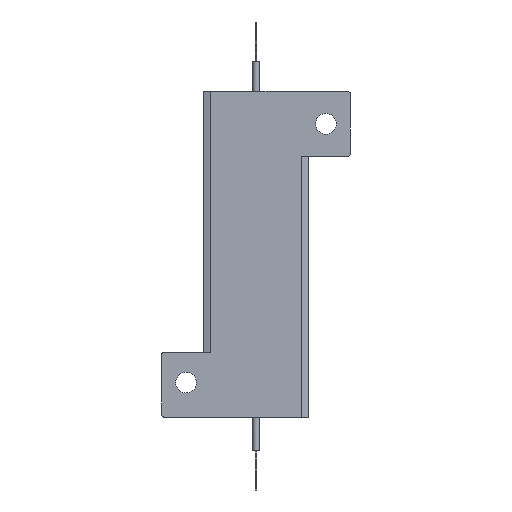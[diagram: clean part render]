
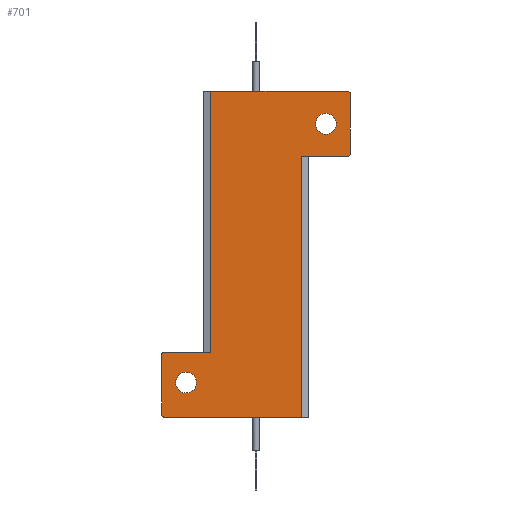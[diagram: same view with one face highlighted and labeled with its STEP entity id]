
A CAD part, front view. The second image highlights one B-rep face of the part: STEP entity #701.
In plain terms, the highlighted planar face has unit normal (0, -1, 0).
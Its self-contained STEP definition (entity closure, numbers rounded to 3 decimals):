
#8 = ORIENTED_EDGE ( 'NONE', *, *, #192, .T. ) ;
#10 = DIRECTION ( 'NONE',  ( 1., 0., 0. ) ) ;
#70 = EDGE_CURVE ( 'NONE', #2145, #1350, #3601, .T. ) ;
#77 = FACE_OUTER_BOUND ( 'NONE', #2994, .T. ) ;
#82 = VERTEX_POINT ( 'NONE', #3091 ) ;
#101 = DIRECTION ( 'NONE',  ( 1., 0., 0. ) ) ;
#192 = EDGE_CURVE ( 'NONE', #1601, #2077, #2057, .T. ) ;
#206 = CARTESIAN_POINT ( 'NONE',  ( -6.918, 0., 24.995 ) ) ;
#250 = CARTESIAN_POINT ( 'NONE',  ( -10.72, 0., -21.245 ) ) ;
#342 = DIRECTION ( 'NONE',  ( 0., 1., 0. ) ) ;
#405 = EDGE_CURVE ( 'NONE', #2140, #596, #2144, .T. ) ;
#434 = EDGE_CURVE ( 'NONE', #1357, #1356, #2814, .T. ) ;
#450 = LINE ( 'NONE', #1877, #2339 ) ;
#457 = EDGE_CURVE ( 'NONE', #525, #3289, #948, .T. ) ;
#461 = VECTOR ( 'NONE', #2860, 1000. ) ;
#525 = VERTEX_POINT ( 'NONE', #961 ) ;
#596 = VERTEX_POINT ( 'NONE', #2079 ) ;
#613 = CARTESIAN_POINT ( 'NONE',  ( -14.48, 0., -24.995 ) ) ;
#659 = CARTESIAN_POINT ( 'NONE',  ( -10.72, 0., -19.655 ) ) ;
#681 = DIRECTION ( 'NONE',  ( 0., 1., 0. ) ) ;
#701 = ADVANCED_FACE ( 'NONE', ( #2381, #2220, #77 ), #2960, .T. ) ;
#720 = DIRECTION ( 'NONE',  ( 0., 1., 0. ) ) ;
#806 = CARTESIAN_POINT ( 'NONE',  ( -14.48, 0., -24.495 ) ) ;
#830 = CARTESIAN_POINT ( 'NONE',  ( -6.918, 0., -14.995 ) ) ;
#831 = LINE ( 'NONE', #1923, #3083 ) ;
#852 = VECTOR ( 'NONE', #2412, 1000. ) ;
#899 = EDGE_CURVE ( 'NONE', #1172, #3087, #1897, .T. ) ;
#931 = CARTESIAN_POINT ( 'NONE',  ( 14.48, 0., 24.495 ) ) ;
#948 = CIRCLE ( 'NONE', #2155, 1.59 ) ;
#952 = CARTESIAN_POINT ( 'NONE',  ( 13.98, 0., 15.495 ) ) ;
#954 = AXIS2_PLACEMENT_3D ( 'NONE', #1155, #2843, #3095 ) ;
#961 = CARTESIAN_POINT ( 'NONE',  ( 10.72, 0., 18.425 ) ) ;
#967 = DIRECTION ( 'NONE',  ( 0., 1., 0. ) ) ;
#981 = VERTEX_POINT ( 'NONE', #2362 ) ;
#1013 = CARTESIAN_POINT ( 'NONE',  ( -13.98, 0., -15.495 ) ) ;
#1025 = CARTESIAN_POINT ( 'NONE',  ( -14.48, 0., -15.495 ) ) ;
#1028 = AXIS2_PLACEMENT_3D ( 'NONE', #2689, #720, #2982 ) ;
#1050 = CARTESIAN_POINT ( 'NONE',  ( 14.48, 0., -24.995 ) ) ;
#1123 = EDGE_CURVE ( 'NONE', #1357, #2140, #2864, .T. ) ;
#1134 = EDGE_CURVE ( 'NONE', #3289, #525, #2775, .T. ) ;
#1144 = ORIENTED_EDGE ( 'NONE', *, *, #2769, .T. ) ;
#1155 = CARTESIAN_POINT ( 'NONE',  ( -13.98, 0., -24.495 ) ) ;
#1163 = DIRECTION ( 'NONE',  ( 0., -1., 0. ) ) ;
#1166 = DIRECTION ( 'NONE',  ( 0., 0., 1. ) ) ;
#1172 = VERTEX_POINT ( 'NONE', #1840 ) ;
#1221 = CARTESIAN_POINT ( 'NONE',  ( -13.98, 0., -24.995 ) ) ;
#1260 = ORIENTED_EDGE ( 'NONE', *, *, #457, .T. ) ;
#1316 = VECTOR ( 'NONE', #2086, 1000. ) ;
#1335 = CARTESIAN_POINT ( 'NONE',  ( -14.48, 0., -24.995 ) ) ;
#1350 = VERTEX_POINT ( 'NONE', #3318 ) ;
#1356 = VERTEX_POINT ( 'NONE', #1025 ) ;
#1357 = VERTEX_POINT ( 'NONE', #806 ) ;
#1365 = ORIENTED_EDGE ( 'NONE', *, *, #1134, .T. ) ;
#1411 = VECTOR ( 'NONE', #2250, 1000. ) ;
#1436 = VERTEX_POINT ( 'NONE', #1850 ) ;
#1474 = VECTOR ( 'NONE', #2866, 1000. ) ;
#1477 = DIRECTION ( 'NONE',  ( 0., 0., 1. ) ) ;
#1511 = EDGE_CURVE ( 'NONE', #1436, #981, #2382, .T. ) ;
#1514 = AXIS2_PLACEMENT_3D ( 'NONE', #2608, #1997, #1697 ) ;
#1550 = CARTESIAN_POINT ( 'NONE',  ( -10.72, 0., -19.655 ) ) ;
#1590 = LINE ( 'NONE', #1849, #461 ) ;
#1601 = VERTEX_POINT ( 'NONE', #3595 ) ;
#1629 = CARTESIAN_POINT ( 'NONE',  ( 13.98, 0., 24.495 ) ) ;
#1655 = LINE ( 'NONE', #1050, #1474 ) ;
#1697 = DIRECTION ( 'NONE',  ( 1., 0., 0. ) ) ;
#1700 = LINE ( 'NONE', #2869, #852 ) ;
#1711 = EDGE_CURVE ( 'NONE', #981, #2145, #1655, .T. ) ;
#1731 = ORIENTED_EDGE ( 'NONE', *, *, #3181, .T. ) ;
#1775 = AXIS2_PLACEMENT_3D ( 'NONE', #1013, #2934, #2013 ) ;
#1798 = CIRCLE ( 'NONE', #1775, 0.5 ) ;
#1837 = ORIENTED_EDGE ( 'NONE', *, *, #2428, .T. ) ;
#1840 = CARTESIAN_POINT ( 'NONE',  ( -10.72, 0., -18.065 ) ) ;
#1848 = ORIENTED_EDGE ( 'NONE', *, *, #434, .F. ) ;
#1849 = CARTESIAN_POINT ( 'NONE',  ( -14.48, 0., 24.995 ) ) ;
#1850 = CARTESIAN_POINT ( 'NONE',  ( 13.98, 0., 14.995 ) ) ;
#1877 = CARTESIAN_POINT ( 'NONE',  ( -6.918, 0., -14.995 ) ) ;
#1897 = CIRCLE ( 'NONE', #3436, 1.59 ) ;
#1923 = CARTESIAN_POINT ( 'NONE',  ( 6.918, 0., -24.995 ) ) ;
#1982 = AXIS2_PLACEMENT_3D ( 'NONE', #952, #1163, #10 ) ;
#1996 = ORIENTED_EDGE ( 'NONE', *, *, #3405, .T. ) ;
#1997 = DIRECTION ( 'NONE',  ( 0., -1., 0. ) ) ;
#2013 = DIRECTION ( 'NONE',  ( 1., 0., 0. ) ) ;
#2022 = CIRCLE ( 'NONE', #2119, 1.59 ) ;
#2057 = LINE ( 'NONE', #206, #1411 ) ;
#2077 = VERTEX_POINT ( 'NONE', #830 ) ;
#2079 = CARTESIAN_POINT ( 'NONE',  ( 6.918, 0., -24.995 ) ) ;
#2085 = DIRECTION ( 'NONE',  ( -1., 0., 0. ) ) ;
#2086 = DIRECTION ( 'NONE',  ( 1., 0., 0. ) ) ;
#2119 = AXIS2_PLACEMENT_3D ( 'NONE', #659, #342, #3113 ) ;
#2126 = AXIS2_PLACEMENT_3D ( 'NONE', #1629, #2248, #101 ) ;
#2140 = VERTEX_POINT ( 'NONE', #1221 ) ;
#2144 = LINE ( 'NONE', #613, #1316 ) ;
#2145 = VERTEX_POINT ( 'NONE', #931 ) ;
#2155 = AXIS2_PLACEMENT_3D ( 'NONE', #2355, #967, #2660 ) ;
#2182 = ORIENTED_EDGE ( 'NONE', *, *, #1711, .T. ) ;
#2211 = EDGE_LOOP ( 'NONE', ( #1365, #1260 ) ) ;
#2220 = FACE_BOUND ( 'NONE', #3464, .T. ) ;
#2248 = DIRECTION ( 'NONE',  ( 0., -1., 0. ) ) ;
#2250 = DIRECTION ( 'NONE',  ( 0., 0., -1. ) ) ;
#2312 = ORIENTED_EDGE ( 'NONE', *, *, #1123, .T. ) ;
#2339 = VECTOR ( 'NONE', #2085, 1000. ) ;
#2355 = CARTESIAN_POINT ( 'NONE',  ( 10.72, 0., 20.015 ) ) ;
#2362 = CARTESIAN_POINT ( 'NONE',  ( 14.48, 0., 15.495 ) ) ;
#2381 = FACE_BOUND ( 'NONE', #2211, .T. ) ;
#2382 = CIRCLE ( 'NONE', #1982, 0.5 ) ;
#2411 = ORIENTED_EDGE ( 'NONE', *, *, #405, .T. ) ;
#2412 = DIRECTION ( 'NONE',  ( 1., 0., 0. ) ) ;
#2428 = EDGE_CURVE ( 'NONE', #82, #1436, #1700, .T. ) ;
#2456 = ORIENTED_EDGE ( 'NONE', *, *, #70, .T. ) ;
#2608 = CARTESIAN_POINT ( 'NONE',  ( -14.48, 0., -24.995 ) ) ;
#2624 = VECTOR ( 'NONE', #1166, 1000. ) ;
#2660 = DIRECTION ( 'NONE',  ( 0., 0., 1. ) ) ;
#2689 = CARTESIAN_POINT ( 'NONE',  ( 10.72, 0., 20.015 ) ) ;
#2696 = DIRECTION ( 'NONE',  ( 0., 0., 1. ) ) ;
#2756 = CARTESIAN_POINT ( 'NONE',  ( -13.98, 0., -14.995 ) ) ;
#2769 = EDGE_CURVE ( 'NONE', #3000, #1356, #1798, .T. ) ;
#2775 = CIRCLE ( 'NONE', #1028, 1.59 ) ;
#2791 = EDGE_CURVE ( 'NONE', #1601, #1350, #1590, .T. ) ;
#2814 = LINE ( 'NONE', #1335, #2624 ) ;
#2843 = DIRECTION ( 'NONE',  ( 0., -1., 0. ) ) ;
#2860 = DIRECTION ( 'NONE',  ( 1., 0., 0. ) ) ;
#2864 = CIRCLE ( 'NONE', #954, 0.5 ) ;
#2866 = DIRECTION ( 'NONE',  ( 0., 0., 1. ) ) ;
#2869 = CARTESIAN_POINT ( 'NONE',  ( 14.48, 0., 14.995 ) ) ;
#2934 = DIRECTION ( 'NONE',  ( 0., -1., 0. ) ) ;
#2960 = PLANE ( 'NONE',  #1514 ) ;
#2982 = DIRECTION ( 'NONE',  ( 0., 0., 1. ) ) ;
#2994 = EDGE_LOOP ( 'NONE', ( #1996, #1144, #1848, #2312, #2411, #3326, #1837, #3162, #2182, #2456, #3309, #8 ) ) ;
#3000 = VERTEX_POINT ( 'NONE', #2756 ) ;
#3083 = VECTOR ( 'NONE', #2696, 1000. ) ;
#3087 = VERTEX_POINT ( 'NONE', #250 ) ;
#3091 = CARTESIAN_POINT ( 'NONE',  ( 6.918, 0., 14.995 ) ) ;
#3095 = DIRECTION ( 'NONE',  ( 1., 0., 0. ) ) ;
#3113 = DIRECTION ( 'NONE',  ( 0., 0., 1. ) ) ;
#3130 = EDGE_CURVE ( 'NONE', #596, #82, #831, .T. ) ;
#3162 = ORIENTED_EDGE ( 'NONE', *, *, #1511, .T. ) ;
#3181 = EDGE_CURVE ( 'NONE', #3087, #1172, #2022, .T. ) ;
#3289 = VERTEX_POINT ( 'NONE', #3479 ) ;
#3309 = ORIENTED_EDGE ( 'NONE', *, *, #2791, .F. ) ;
#3318 = CARTESIAN_POINT ( 'NONE',  ( 13.98, 0., 24.995 ) ) ;
#3326 = ORIENTED_EDGE ( 'NONE', *, *, #3130, .T. ) ;
#3405 = EDGE_CURVE ( 'NONE', #2077, #3000, #450, .T. ) ;
#3436 = AXIS2_PLACEMENT_3D ( 'NONE', #1550, #681, #1477 ) ;
#3464 = EDGE_LOOP ( 'NONE', ( #3590, #1731 ) ) ;
#3479 = CARTESIAN_POINT ( 'NONE',  ( 10.72, 0., 21.605 ) ) ;
#3590 = ORIENTED_EDGE ( 'NONE', *, *, #899, .T. ) ;
#3595 = CARTESIAN_POINT ( 'NONE',  ( -6.918, 0., 24.995 ) ) ;
#3601 = CIRCLE ( 'NONE', #2126, 0.5 ) ;
